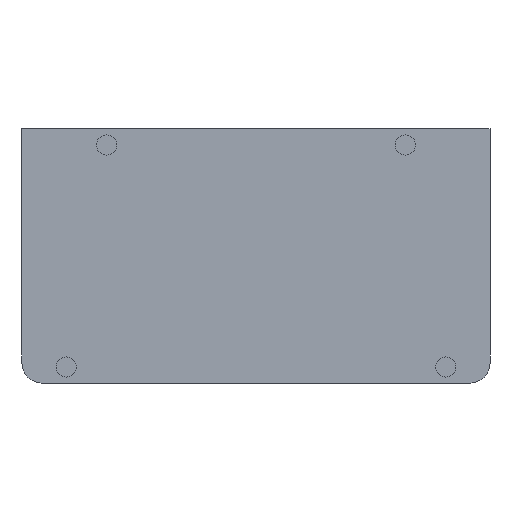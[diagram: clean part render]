
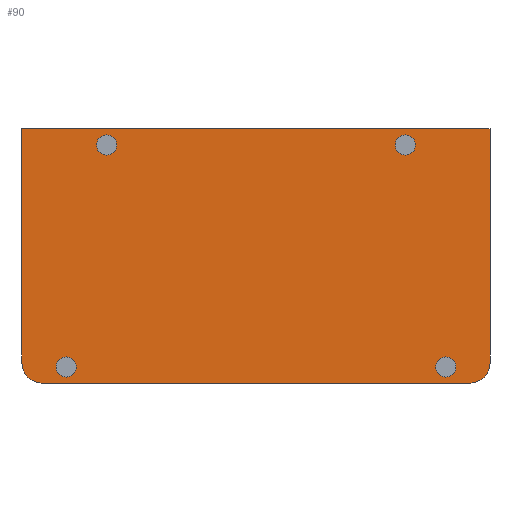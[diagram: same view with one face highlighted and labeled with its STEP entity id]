
A CAD part, front view. The second image highlights one B-rep face of the part: STEP entity #90.
In plain terms, the highlighted planar face has unit normal (0, -1, 0).
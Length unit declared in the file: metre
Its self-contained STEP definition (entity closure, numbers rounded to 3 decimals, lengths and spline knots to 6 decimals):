
#90 = ADVANCED_FACE( '', ( #196 ), #197, .F. );
#196 = FACE_OUTER_BOUND( '', #324, .T. );
#197 = PLANE( '', #325 );
#324 = EDGE_LOOP( '', ( #451, #452, #453, #454, #455, #456 ) );
#325 = AXIS2_PLACEMENT_3D( '', #457, #458, #459 );
#451 = ORIENTED_EDGE( '', *, *, #629, .T. );
#452 = ORIENTED_EDGE( '', *, *, #630, .T. );
#453 = ORIENTED_EDGE( '', *, *, #631, .F. );
#454 = ORIENTED_EDGE( '', *, *, #632, .F. );
#455 = ORIENTED_EDGE( '', *, *, #633, .T. );
#456 = ORIENTED_EDGE( '', *, *, #634, .T. );
#457 = CARTESIAN_POINT( '', ( 0.02318, 0., 0.0126 ) );
#458 = DIRECTION( '', ( 0., 1., 0. ) );
#459 = DIRECTION( '', ( -1., 0., 0. ) );
#629 = EDGE_CURVE( '', #717, #718, #719, .T. );
#630 = EDGE_CURVE( '', #718, #720, #721, .F. );
#631 = EDGE_CURVE( '', #722, #720, #723, .T. );
#632 = EDGE_CURVE( '', #724, #722, #725, .T. );
#633 = EDGE_CURVE( '', #724, #726, #727, .T. );
#634 = EDGE_CURVE( '', #726, #717, #728, .F. );
#717 = VERTEX_POINT( '', #828 );
#718 = VERTEX_POINT( '', #829 );
#719 = LINE( '', #830, #831 );
#720 = VERTEX_POINT( '', #832 );
#721 = CIRCLE( '', #833, 0.001 );
#722 = VERTEX_POINT( '', #834 );
#723 = LINE( '', #835, #836 );
#724 = VERTEX_POINT( '', #837 );
#725 = LINE( '', #838, #839 );
#726 = VERTEX_POINT( '', #840 );
#727 = LINE( '', #841, #842 );
#728 = CIRCLE( '', #843, 0.001 );
#828 = CARTESIAN_POINT( '', ( 0.001, 0., 0. ) );
#829 = CARTESIAN_POINT( '', ( 0.02218, 0., 0. ) );
#830 = CARTESIAN_POINT( '', ( 0.02318, 0., 0. ) );
#831 = VECTOR( '', #950, 1. );
#832 = CARTESIAN_POINT( '', ( 0.02318, 0., 0.001 ) );
#833 = AXIS2_PLACEMENT_3D( '', #951, #952, #953 );
#834 = CARTESIAN_POINT( '', ( 0.02318, 0., 0.0126 ) );
#835 = CARTESIAN_POINT( '', ( 0.02318, 0., 0.0126 ) );
#836 = VECTOR( '', #954, 1. );
#837 = CARTESIAN_POINT( '', ( 0., 0., 0.0126 ) );
#838 = CARTESIAN_POINT( '', ( 0.02318, 0., 0.0126 ) );
#839 = VECTOR( '', #955, 1. );
#840 = CARTESIAN_POINT( '', ( 0., 0., 0.001 ) );
#841 = CARTESIAN_POINT( '', ( 0., 0., 0.0126 ) );
#842 = VECTOR( '', #956, 1. );
#843 = AXIS2_PLACEMENT_3D( '', #957, #958, #959 );
#950 = DIRECTION( '', ( 1., 0., 0. ) );
#951 = CARTESIAN_POINT( '', ( 0.02218, 0., 0.001 ) );
#952 = DIRECTION( '', ( 0., 1., 0. ) );
#953 = DIRECTION( '', ( -1., 0., 0. ) );
#954 = DIRECTION( '', ( 0., 0., -1. ) );
#955 = DIRECTION( '', ( 1., 0., 0. ) );
#956 = DIRECTION( '', ( 0., 0., -1. ) );
#957 = CARTESIAN_POINT( '', ( 0.001, 0., 0.001 ) );
#958 = DIRECTION( '', ( 0., 1., 0. ) );
#959 = DIRECTION( '', ( -1., 0., 0. ) );
